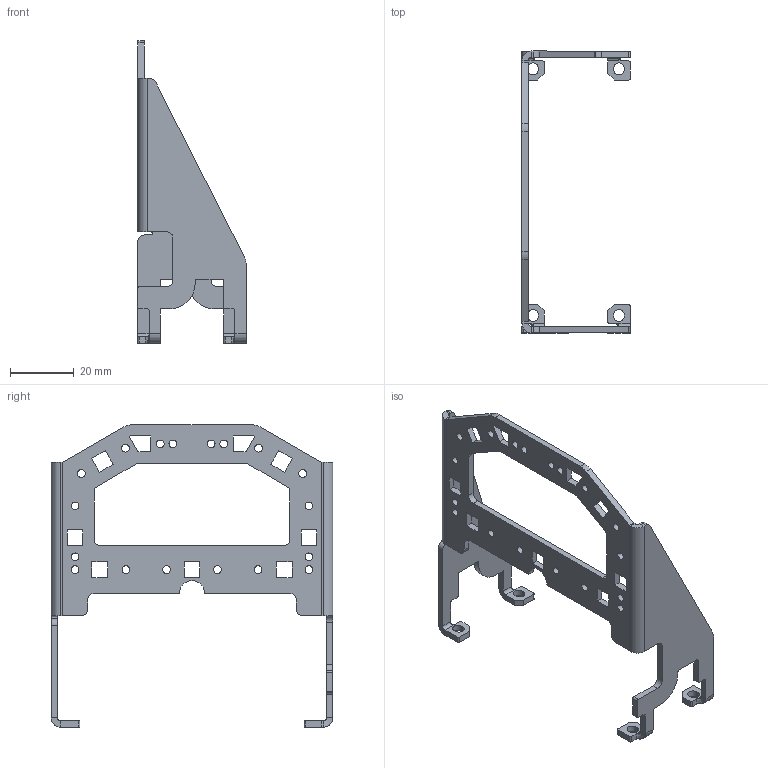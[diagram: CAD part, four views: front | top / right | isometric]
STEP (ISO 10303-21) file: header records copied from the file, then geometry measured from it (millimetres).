
FILE_DESCRIPTION(('CATIA V5 STEP Exchange','CAx-IF Rec.Pracs.--- Model Styling and Organization---1.4--- 2014-01-23'),'2;1');
FILE_NAME ('1307763-5_0', '2023-10-23T05:48:10+00:00', ('none'), ('Weidmueller'), 'CATIA Version 5-6 Release 2016 SP3 HF44', 'CATIA V5 STEP AP214', 'none');
FILE_SCHEMA(('AUTOMOTIVE_DESIGN { 1 0 10303 214 1 1 1 1 }'));
Length unit declared in the file: millimetre
Products named in the file (1): 2782970000
Bounding box: 34 x 88.5 x 95 mm (x, y, z)
Volume: 10298.3 mm3; surface area: 12728.7 mm2
Topology: 1 solids, 1 shells, 259 faces, 707 edges, 450 vertices
Faces by surface type: plane 144, cylinder 111, bspline 4
Entity records: 8201 total; most frequent: CARTESIAN_POINT 1699, ORIENTED_EDGE 1414, DIRECTION 1143, EDGE_CURVE 707, VECTOR 487, LINE 487, VERTEX_POINT 450, AXIS2_PLACEMENT_3D 430
